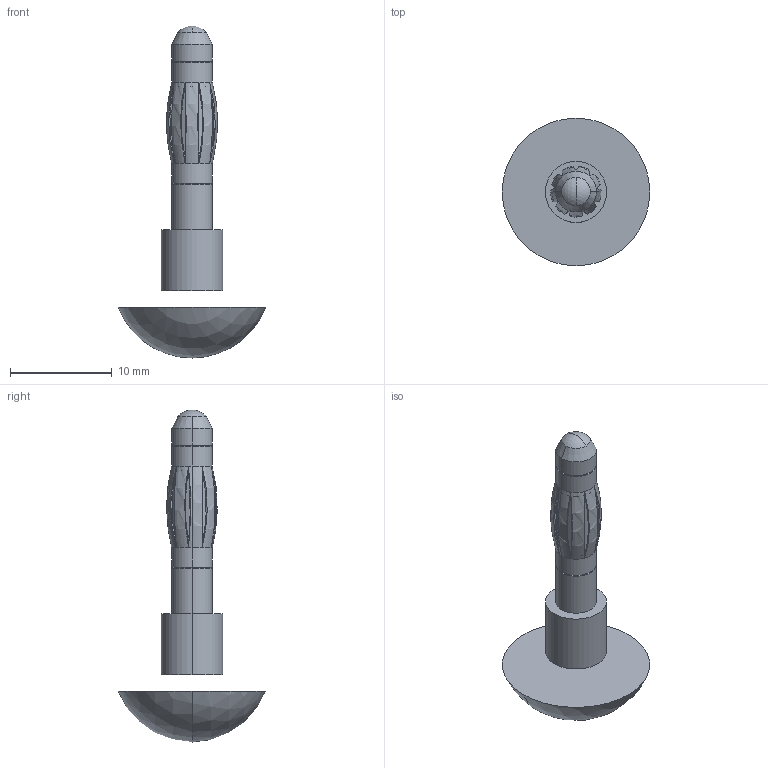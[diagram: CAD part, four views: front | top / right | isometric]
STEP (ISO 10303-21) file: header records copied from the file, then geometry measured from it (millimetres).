
FILE_DESCRIPTION (( 'STEP AP214' ), '1' );
FILE_NAME ('PJP-60560_cap.STEP', '2020-10-07T08:51:41', ( '' ), ( '' ), 'SwSTEP 2.0', 'SolidWorks 2018', '' );
FILE_SCHEMA (( 'AUTOMOTIVE_DESIGN' ));
Length unit declared in the file: millimetre
Products named in the file (1): PJP-60560_cap
Bounding box: 14.5 x 14.5 x 32.6 mm (x, y, z)
Volume: 854.9 mm3; surface area: 1046.5 mm2
Topology: 2 solids, 2 shells, 78 faces, 172 edges, 84 vertices
Faces by surface type: plane 24, torus 22, cylinder 14, cone 14, sphere 4
Entity records: 2434 total; most frequent: CARTESIAN_POINT 659, DIRECTION 384, ORIENTED_EDGE 344, EDGE_CURVE 172, AXIS2_PLACEMENT_3D 169, CIRCLE 90, VERTEX_POINT 84, EDGE_LOOP 82
